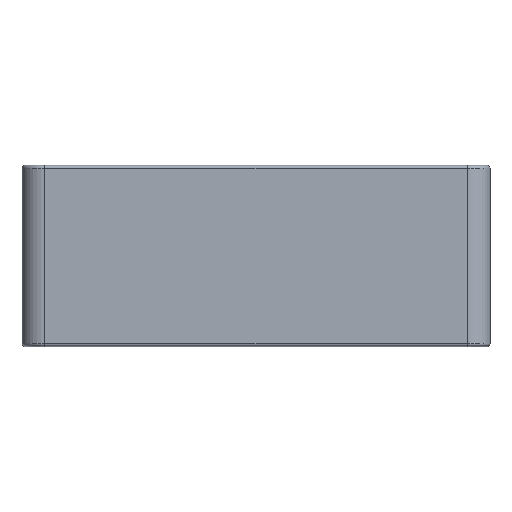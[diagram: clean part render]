
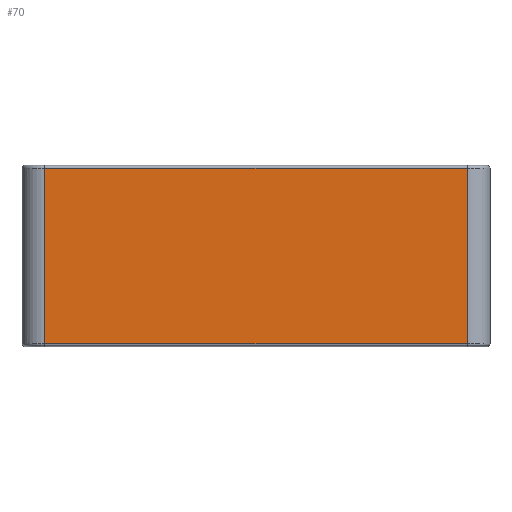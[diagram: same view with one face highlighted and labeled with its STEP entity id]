
A CAD part, top view. The second image highlights one B-rep face of the part: STEP entity #70.
In plain terms, the highlighted planar face has unit normal (0, 0, 1).
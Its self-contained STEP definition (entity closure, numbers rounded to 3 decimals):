
#70 = ADVANCED_FACE( '', ( #150 ), #151, .T. );
#150 = FACE_OUTER_BOUND( '', #237, .T. );
#151 = PLANE( '', #238 );
#237 = EDGE_LOOP( '', ( #371, #372, #373, #374 ) );
#238 = AXIS2_PLACEMENT_3D( '', #375, #376, #377 );
#371 = ORIENTED_EDGE( '', *, *, #548, .T. );
#372 = ORIENTED_EDGE( '', *, *, #549, .T. );
#373 = ORIENTED_EDGE( '', *, *, #550, .F. );
#374 = ORIENTED_EDGE( '', *, *, #536, .T. );
#375 = CARTESIAN_POINT( '', ( -14., -6., 1.5 ) );
#376 = DIRECTION( '', ( 0., 0., 1. ) );
#377 = DIRECTION( '', ( 1., 0., 0. ) );
#536 = EDGE_CURVE( '', #638, #640, #642, .T. );
#548 = EDGE_CURVE( '', #640, #655, #656, .T. );
#549 = EDGE_CURVE( '', #655, #657, #658, .F. );
#550 = EDGE_CURVE( '', #638, #657, #659, .T. );
#638 = VERTEX_POINT( '', #764 );
#640 = VERTEX_POINT( '', #766 );
#642 = LINE( '', #768, #769 );
#655 = VERTEX_POINT( '', #786 );
#656 = LINE( '', #787, #788 );
#657 = VERTEX_POINT( '', #789 );
#658 = LINE( '', #790, #791 );
#659 = LINE( '', #792, #793 );
#764 = CARTESIAN_POINT( '', ( -14., -5.8, 1.5 ) );
#766 = CARTESIAN_POINT( '', ( 14., -5.8, 1.5 ) );
#768 = CARTESIAN_POINT( '', ( 14., -5.8, 1.5 ) );
#769 = VECTOR( '', #893, 1000. );
#786 = CARTESIAN_POINT( '', ( 14., 5.8, 1.5 ) );
#787 = CARTESIAN_POINT( '', ( 14., -6., 1.5 ) );
#788 = VECTOR( '', #907, 1000. );
#789 = CARTESIAN_POINT( '', ( -14., 5.8, 1.5 ) );
#790 = CARTESIAN_POINT( '', ( -14., 5.8, 1.5 ) );
#791 = VECTOR( '', #908, 1000. );
#792 = CARTESIAN_POINT( '', ( -14., -6., 1.5 ) );
#793 = VECTOR( '', #909, 1000. );
#893 = DIRECTION( '', ( 1., 0., 0. ) );
#907 = DIRECTION( '', ( 0., 1., 0. ) );
#908 = DIRECTION( '', ( 1., 0., 0. ) );
#909 = DIRECTION( '', ( 0., 1., 0. ) );
